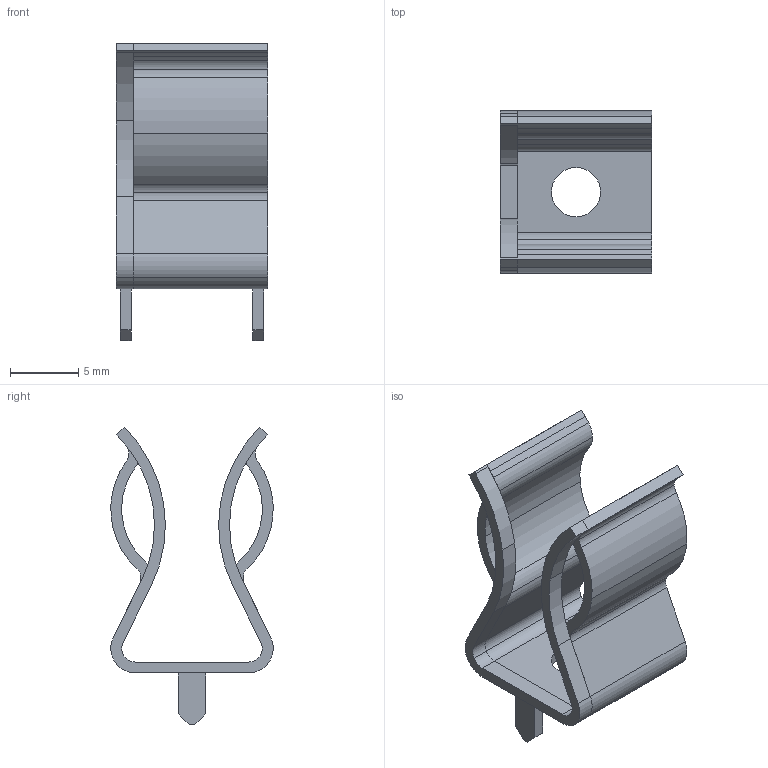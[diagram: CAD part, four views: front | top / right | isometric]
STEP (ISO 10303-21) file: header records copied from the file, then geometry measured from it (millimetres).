
FILE_DESCRIPTION((''),'2;1');
FILE_NAME('FUSH_BUSSMANN_1A3400-09.stp','2009-09-01T16:06:19',(''),(''),'Mechanical Desktop 2006','Mechanical Desktop 2006',', , ');
FILE_SCHEMA(('AUTOMOTIVE_DESIGN { 1 2 10303 214 0 1 1 1 }'));
Length unit declared in the file: millimetre
Products named in the file (1): Product
Bounding box: 11.1 x 11.9 x 21.8 mm (x, y, z)
Volume: 428.8 mm3; surface area: 1268.5 mm2
Topology: 4 solids, 4 shells, 100 faces, 276 edges, 184 vertices
Faces by surface type: cylinder 58, plane 42
Entity records: 3282 total; most frequent: DIRECTION 594, CARTESIAN_POINT 561, ORIENTED_EDGE 552, EDGE_CURVE 276, AXIS2_PLACEMENT_3D 217, VERTEX_POINT 184, VECTOR 160, LINE 160
